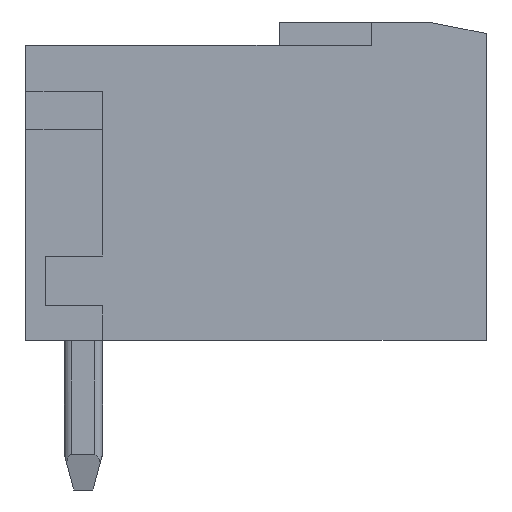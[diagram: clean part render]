
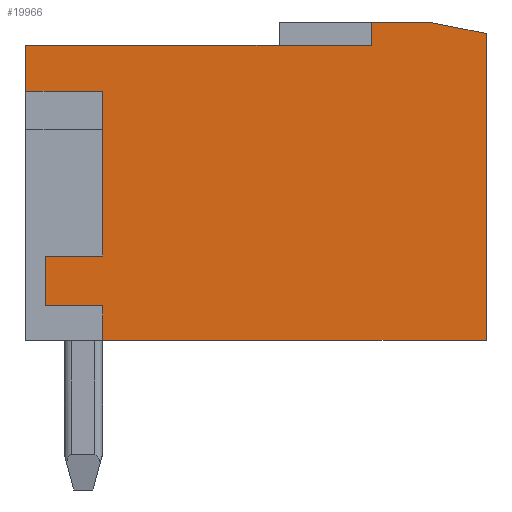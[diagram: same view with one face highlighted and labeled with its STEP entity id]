
A CAD part, left-side view. The second image highlights one B-rep face of the part: STEP entity #19966.
In plain terms, the highlighted planar face has unit normal (-1, 0, 0).
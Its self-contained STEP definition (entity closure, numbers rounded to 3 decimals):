
#8117=CARTESIAN_POINT('',(-48.75,-2.,-2.9));
#8118=VERTEX_POINT('',#8117);
#8125=CARTESIAN_POINT('',(-48.75,-0.5,-2.9));
#8126=VERTEX_POINT('',#8125);
#8127=CARTESIAN_POINT('',(-48.75,-2.,-2.9));
#8128=DIRECTION('',(0.,1.,0.));
#8129=VECTOR('',#8128,1.5);
#8130=LINE('',#8127,#8129);
#8131=EDGE_CURVE('',#8118,#8126,#8130,.T.);
#8150=CARTESIAN_POINT('',(-48.75,-0.5,-1.6));
#8151=VERTEX_POINT('',#8150);
#8152=CARTESIAN_POINT('',(-48.75,-0.5,-2.9));
#8153=DIRECTION('',(0.,0.,1.));
#8154=VECTOR('',#8153,1.3);
#8155=LINE('',#8152,#8154);
#8156=EDGE_CURVE('',#8126,#8151,#8155,.T.);
#8174=CARTESIAN_POINT('',(-48.75,-2.,-1.6));
#8175=VERTEX_POINT('',#8174);
#8176=CARTESIAN_POINT('',(-48.75,-0.5,-1.6));
#8177=DIRECTION('',(0.,-1.,0.));
#8178=VECTOR('',#8177,1.5);
#8179=LINE('',#8176,#8178);
#8180=EDGE_CURVE('',#8151,#8175,#8179,.T.);
#8197=CARTESIAN_POINT('',(-48.75,-2.,2.7));
#8198=VERTEX_POINT('',#8197);
#8199=CARTESIAN_POINT('',(-48.75,-2.,-1.6));
#8200=DIRECTION('',(0.,0.,1.));
#8201=VECTOR('',#8200,4.3);
#8202=LINE('',#8199,#8201);
#8203=EDGE_CURVE('',#8175,#8198,#8202,.T.);
#19186=CARTESIAN_POINT('',(-48.75,-12.,-3.8));
#19187=VERTEX_POINT('',#19186);
#19194=CARTESIAN_POINT('',(-48.75,-2.,-3.8));
#19195=VERTEX_POINT('',#19194);
#19196=CARTESIAN_POINT('',(-48.75,-12.,-3.8));
#19197=DIRECTION('',(0.,1.,0.));
#19198=VECTOR('',#19197,10.);
#19199=LINE('',#19196,#19198);
#19200=EDGE_CURVE('',#19187,#19195,#19199,.T.);
#19587=CARTESIAN_POINT('',(-48.75,0.,2.7));
#19588=VERTEX_POINT('',#19587);
#19595=CARTESIAN_POINT('',(-48.75,0.,3.9));
#19596=VERTEX_POINT('',#19595);
#19597=CARTESIAN_POINT('',(-48.75,0.,2.7));
#19598=DIRECTION('',(0.,0.,1.));
#19599=VECTOR('',#19598,1.2);
#19600=LINE('',#19597,#19599);
#19601=EDGE_CURVE('',#19588,#19596,#19600,.T.);
#19677=CARTESIAN_POINT('',(-48.75,-12.,4.2));
#19678=VERTEX_POINT('',#19677);
#19685=CARTESIAN_POINT('',(-48.75,-12.,4.2));
#19686=DIRECTION('',(0.,0.,-1.));
#19687=VECTOR('',#19686,8.);
#19688=LINE('',#19685,#19687);
#19689=EDGE_CURVE('',#19678,#19187,#19688,.T.);
#19716=CARTESIAN_POINT('',(-48.75,-2.,-3.8));
#19717=DIRECTION('',(0.,0.,1.));
#19718=VECTOR('',#19717,0.9);
#19719=LINE('',#19716,#19718);
#19720=EDGE_CURVE('',#19195,#8118,#19719,.T.);
#19733=CARTESIAN_POINT('',(-48.75,-2.,2.7));
#19734=DIRECTION('',(0.,1.,0.));
#19735=VECTOR('',#19734,2.);
#19736=LINE('',#19733,#19735);
#19737=EDGE_CURVE('',#8198,#19588,#19736,.T.);
#19758=CARTESIAN_POINT('',(-48.75,-9.,3.9));
#19759=VERTEX_POINT('',#19758);
#19760=CARTESIAN_POINT('',(-48.75,0.,3.9));
#19761=DIRECTION('',(0.,-1.,0.));
#19762=VECTOR('',#19761,9.);
#19763=LINE('',#19760,#19762);
#19764=EDGE_CURVE('',#19596,#19759,#19763,.T.);
#19845=CARTESIAN_POINT('',(-48.75,-9.,4.5));
#19846=VERTEX_POINT('',#19845);
#19853=CARTESIAN_POINT('',(-48.75,-10.5,4.5));
#19854=VERTEX_POINT('',#19853);
#19855=CARTESIAN_POINT('',(-48.75,-9.,4.5));
#19856=DIRECTION('',(0.,-1.,0.));
#19857=VECTOR('',#19856,1.5);
#19858=LINE('',#19855,#19857);
#19859=EDGE_CURVE('',#19846,#19854,#19858,.T.);
#19893=CARTESIAN_POINT('',(-48.75,-10.5,4.5));
#19894=DIRECTION('',(0.,-0.981,-0.196));
#19895=VECTOR('',#19894,1.53);
#19896=LINE('',#19893,#19895);
#19897=EDGE_CURVE('',#19854,#19678,#19896,.T.);
#19936=CARTESIAN_POINT('',(-48.75,-9.,3.9));
#19937=DIRECTION('',(0.,0.,1.));
#19938=VECTOR('',#19937,0.6);
#19939=LINE('',#19936,#19938);
#19940=EDGE_CURVE('',#19759,#19846,#19939,.T.);
#19946=CARTESIAN_POINT('',(-48.75,-2.95,-0.1));
#19947=DIRECTION('',(0.,0.,-1.));
#19948=DIRECTION('',(-1.,-0.,-0.));
#19949=AXIS2_PLACEMENT_3D('',#19946,#19948,#19947);
#19950=PLANE('',#19949);
#19951=ORIENTED_EDGE('',*,*,#19720,.F.);
#19952=ORIENTED_EDGE('',*,*,#19200,.F.);
#19953=ORIENTED_EDGE('',*,*,#19689,.F.);
#19954=ORIENTED_EDGE('',*,*,#19897,.F.);
#19955=ORIENTED_EDGE('',*,*,#19859,.F.);
#19956=ORIENTED_EDGE('',*,*,#19940,.F.);
#19957=ORIENTED_EDGE('',*,*,#19764,.F.);
#19958=ORIENTED_EDGE('',*,*,#19601,.F.);
#19959=ORIENTED_EDGE('',*,*,#19737,.F.);
#19960=ORIENTED_EDGE('',*,*,#8203,.F.);
#19961=ORIENTED_EDGE('',*,*,#8180,.F.);
#19962=ORIENTED_EDGE('',*,*,#8156,.F.);
#19963=ORIENTED_EDGE('',*,*,#8131,.F.);
#19964=EDGE_LOOP('',(#19951,#19952,#19953,#19954,#19955,#19956,#19957,#19958,#19959,#19960,#19961,#19962,#19963));
#19965=FACE_OUTER_BOUND('',#19964,.T.);
#19966=ADVANCED_FACE('',(#19965),#19950,.T.);
